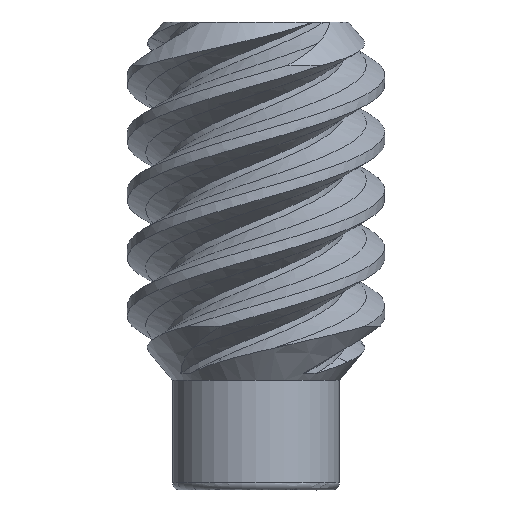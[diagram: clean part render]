
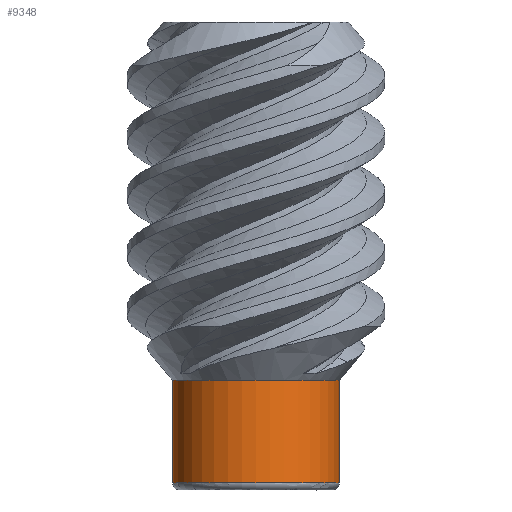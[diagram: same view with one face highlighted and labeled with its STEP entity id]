
A CAD part, front view. The second image highlights one B-rep face of the part: STEP entity #9348.
In plain terms, the highlighted cylindrical face has radius 4.794 mm (diameter 9.588 mm), a partial arc.
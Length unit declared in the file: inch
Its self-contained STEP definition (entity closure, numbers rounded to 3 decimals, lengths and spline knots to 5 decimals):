
#527 = DIRECTION ( 'NONE',  ( 0., 0., -1. ) ) ;
#760 = DIRECTION ( 'NONE',  ( -1., 0., 0. ) ) ;
#950 = VERTEX_POINT ( 'NONE', #4065 ) ;
#1382 = VERTEX_POINT ( 'NONE', #6434 ) ;
#1638 = EDGE_CURVE ( 'NONE', #1382, #1661, #8130, .T. ) ;
#1661 = VERTEX_POINT ( 'NONE', #3174 ) ;
#1982 = FACE_OUTER_BOUND ( 'NONE', #7845, .T. ) ;
#2469 = CARTESIAN_POINT ( 'NONE',  ( -0.18875, 0., -0.39358 ) ) ;
#3174 = CARTESIAN_POINT ( 'NONE',  ( 0.18875, 0., -0.6385 ) ) ;
#3522 = DIRECTION ( 'NONE',  ( -1., 0., 0. ) ) ;
#4065 = CARTESIAN_POINT ( 'NONE',  ( -0.18875, 0., -0.406 ) ) ;
#4100 = AXIS2_PLACEMENT_3D ( 'NONE', #7002, #527, #8125 ) ;
#4199 = CYLINDRICAL_SURFACE ( 'NONE', #6455, 0.18875 ) ;
#4518 = VECTOR ( 'NONE', #12246, 39.37008 ) ;
#4739 = EDGE_CURVE ( 'NONE', #1661, #14061, #11165, .T. ) ;
#5517 = ORIENTED_EDGE ( 'NONE', *, *, #1638, .F. ) ;
#6088 = DIRECTION ( 'NONE',  ( 0., 0., -1. ) ) ;
#6434 = CARTESIAN_POINT ( 'NONE',  ( 0.18875, 0., -0.406 ) ) ;
#6455 = AXIS2_PLACEMENT_3D ( 'NONE', #9385, #6088, #3522 ) ;
#7002 = CARTESIAN_POINT ( 'NONE',  ( 0., 0., -0.406 ) ) ;
#7250 = DIRECTION ( 'NONE',  ( 0., 0., -1. ) ) ;
#7614 = ORIENTED_EDGE ( 'NONE', *, *, #13241, .T. ) ;
#7788 = ORIENTED_EDGE ( 'NONE', *, *, #4739, .F. ) ;
#7845 = EDGE_LOOP ( 'NONE', ( #5517, #7614, #8846, #7788 ) ) ;
#8117 = LINE ( 'NONE', #2469, #4518 ) ;
#8125 = DIRECTION ( 'NONE',  ( -1., 0., 0. ) ) ;
#8130 = LINE ( 'NONE', #12751, #11004 ) ;
#8846 = ORIENTED_EDGE ( 'NONE', *, *, #9493, .T. ) ;
#9348 = ADVANCED_FACE ( 'NONE', ( #1982 ), #4199, .T. ) ;
#9385 = CARTESIAN_POINT ( 'NONE',  ( 0., 0., -0.39358 ) ) ;
#9493 = EDGE_CURVE ( 'NONE', #950, #14061, #8117, .T. ) ;
#10127 = AXIS2_PLACEMENT_3D ( 'NONE', #13783, #7250, #760 ) ;
#11004 = VECTOR ( 'NONE', #12889, 39.37008 ) ;
#11165 = CIRCLE ( 'NONE', #10127, 0.18875 ) ;
#12246 = DIRECTION ( 'NONE',  ( 0., 0., -1. ) ) ;
#12370 = CIRCLE ( 'NONE', #4100, 0.18875 ) ;
#12446 = CARTESIAN_POINT ( 'NONE',  ( -0.18875, 0., -0.6385 ) ) ;
#12751 = CARTESIAN_POINT ( 'NONE',  ( 0.18875, 0., -0.39358 ) ) ;
#12889 = DIRECTION ( 'NONE',  ( 0., 0., -1. ) ) ;
#13241 = EDGE_CURVE ( 'NONE', #1382, #950, #12370, .T. ) ;
#13783 = CARTESIAN_POINT ( 'NONE',  ( 0., 0., -0.6385 ) ) ;
#14061 = VERTEX_POINT ( 'NONE', #12446 ) ;
